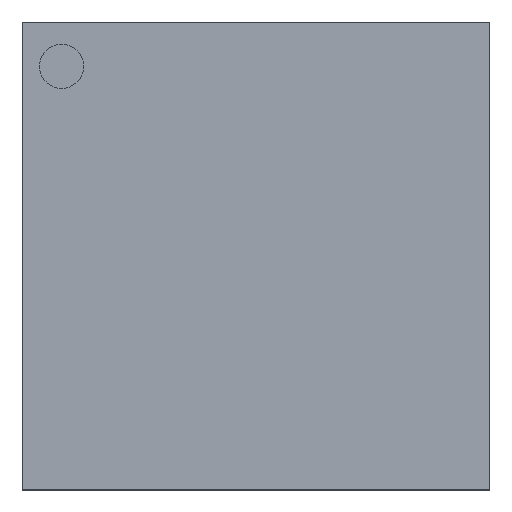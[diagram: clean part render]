
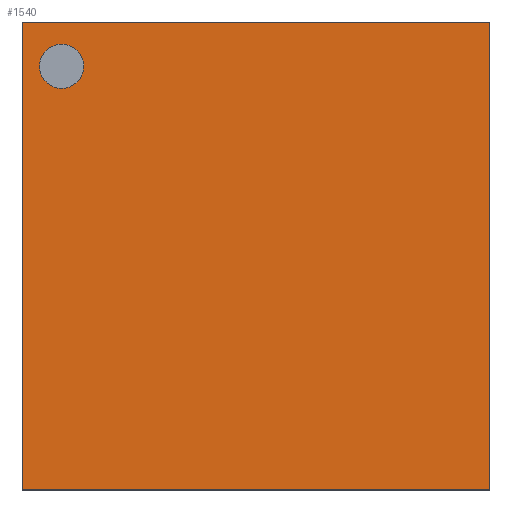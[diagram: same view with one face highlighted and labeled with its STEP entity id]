
A CAD part, top view. The second image highlights one B-rep face of the part: STEP entity #1540.
In plain terms, the highlighted planar face has unit normal (0, 0, 1).
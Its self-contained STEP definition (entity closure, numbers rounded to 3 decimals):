
#253 = DIRECTION ( 'NONE',  ( 0., 0., -1. ) ) ;
#470 = ORIENTED_EDGE ( 'NONE', *, *, #14241, .F. ) ;
#885 = CARTESIAN_POINT ( 'NONE',  ( -2.082, 1.824, 0.33 ) ) ;
#1417 = DIRECTION ( 'NONE',  ( 0., -1., 0. ) ) ;
#1540 = ADVANCED_FACE ( 'NONE', ( #5909, #6132 ), #10437, .F. ) ;
#1583 = EDGE_LOOP ( 'NONE', ( #12522, #14675, #3881, #2254 ) ) ;
#1628 = LINE ( 'NONE', #4023, #11782 ) ;
#1657 = DIRECTION ( 'NONE',  ( 0., 0., 1. ) ) ;
#1679 = EDGE_CURVE ( 'NONE', #2402, #12727, #2308, .T. ) ;
#1747 = CIRCLE ( 'NONE', #13866, 0.213 ) ;
#1820 = DIRECTION ( 'NONE',  ( 1., 0., 0. ) ) ;
#2254 = ORIENTED_EDGE ( 'NONE', *, *, #1679, .T. ) ;
#2273 = ORIENTED_EDGE ( 'NONE', *, *, #8551, .F. ) ;
#2308 = LINE ( 'NONE', #2516, #2775 ) ;
#2402 = VERTEX_POINT ( 'NONE', #10513 ) ;
#2461 = EDGE_LOOP ( 'NONE', ( #470, #2273 ) ) ;
#2467 = CARTESIAN_POINT ( 'NONE',  ( -2.25, -2.25, 0.33 ) ) ;
#2516 = CARTESIAN_POINT ( 'NONE',  ( -2.25, -2.25, 0.33 ) ) ;
#2537 = LINE ( 'NONE', #2467, #11260 ) ;
#2775 = VECTOR ( 'NONE', #3334, 1000. ) ;
#2832 = CARTESIAN_POINT ( 'NONE',  ( 2.25, 2.25, 0.33 ) ) ;
#2917 = CARTESIAN_POINT ( 'NONE',  ( -1.869, 1.824, 0.33 ) ) ;
#2974 = CARTESIAN_POINT ( 'NONE',  ( -2.25, 2.25, 0.33 ) ) ;
#3334 = DIRECTION ( 'NONE',  ( 1., 0., 0. ) ) ;
#3881 = ORIENTED_EDGE ( 'NONE', *, *, #8746, .T. ) ;
#4023 = CARTESIAN_POINT ( 'NONE',  ( 2.25, -2.25, 0.33 ) ) ;
#4957 = AXIS2_PLACEMENT_3D ( 'NONE', #12808, #253, #11487 ) ;
#5020 = AXIS2_PLACEMENT_3D ( 'NONE', #5097, #11791, #1820 ) ;
#5097 = CARTESIAN_POINT ( 'NONE',  ( -1.869, 1.824, 0.33 ) ) ;
#5544 = EDGE_CURVE ( 'NONE', #12727, #11347, #1628, .T. ) ;
#5630 = CARTESIAN_POINT ( 'NONE',  ( -2.25, 2.25, 0.33 ) ) ;
#5909 = FACE_BOUND ( 'NONE', #2461, .T. ) ;
#6132 = FACE_OUTER_BOUND ( 'NONE', #1583, .T. ) ;
#6231 = VECTOR ( 'NONE', #10226, 1000. ) ;
#7139 = CIRCLE ( 'NONE', #5020, 0.213 ) ;
#8344 = EDGE_CURVE ( 'NONE', #11347, #10106, #14546, .T. ) ;
#8551 = EDGE_CURVE ( 'NONE', #13912, #12329, #1747, .T. ) ;
#8682 = CARTESIAN_POINT ( 'NONE',  ( 2.25, -2.25, 0.33 ) ) ;
#8746 = EDGE_CURVE ( 'NONE', #10106, #2402, #2537, .T. ) ;
#8904 = DIRECTION ( 'NONE',  ( 0., 1., 0. ) ) ;
#9970 = CARTESIAN_POINT ( 'NONE',  ( -1.657, 1.824, 0.33 ) ) ;
#10106 = VERTEX_POINT ( 'NONE', #2974 ) ;
#10226 = DIRECTION ( 'NONE',  ( -1., 0., 0. ) ) ;
#10437 = PLANE ( 'NONE',  #4957 ) ;
#10513 = CARTESIAN_POINT ( 'NONE',  ( -2.25, -2.25, 0.33 ) ) ;
#10958 = DIRECTION ( 'NONE',  ( 1., 0., 0. ) ) ;
#11260 = VECTOR ( 'NONE', #1417, 1000. ) ;
#11347 = VERTEX_POINT ( 'NONE', #2832 ) ;
#11487 = DIRECTION ( 'NONE',  ( -1., 0., 0. ) ) ;
#11782 = VECTOR ( 'NONE', #8904, 1000. ) ;
#11791 = DIRECTION ( 'NONE',  ( 0., 0., 1. ) ) ;
#12329 = VERTEX_POINT ( 'NONE', #9970 ) ;
#12522 = ORIENTED_EDGE ( 'NONE', *, *, #5544, .T. ) ;
#12727 = VERTEX_POINT ( 'NONE', #8682 ) ;
#12808 = CARTESIAN_POINT ( 'NONE',  ( 0., 0., 0.33 ) ) ;
#13866 = AXIS2_PLACEMENT_3D ( 'NONE', #2917, #1657, #10958 ) ;
#13912 = VERTEX_POINT ( 'NONE', #885 ) ;
#14241 = EDGE_CURVE ( 'NONE', #12329, #13912, #7139, .T. ) ;
#14546 = LINE ( 'NONE', #5630, #6231 ) ;
#14675 = ORIENTED_EDGE ( 'NONE', *, *, #8344, .T. ) ;
